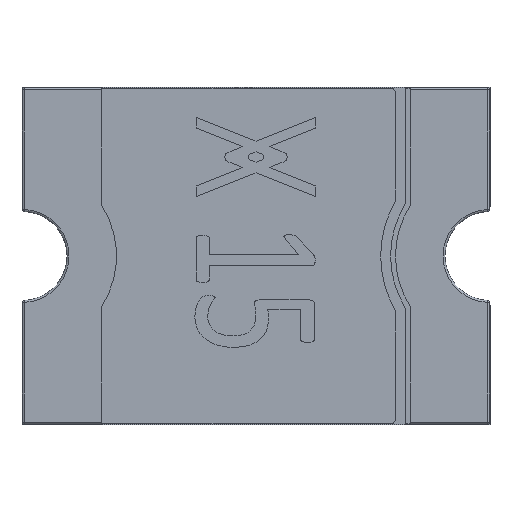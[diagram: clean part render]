
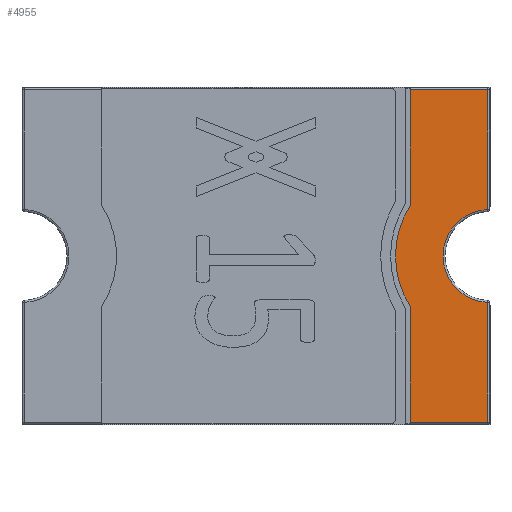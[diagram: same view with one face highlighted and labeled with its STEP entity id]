
A CAD part, top view. The second image highlights one B-rep face of the part: STEP entity #4955.
In plain terms, the highlighted planar face has unit normal (0, 0, 1).
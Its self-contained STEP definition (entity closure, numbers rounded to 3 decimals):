
#35 = FACE_OUTER_BOUND ( 'NONE', #5190, .T. ) ;
#143 = VECTOR ( 'NONE', #258, 1000. ) ;
#154 = VECTOR ( 'NONE', #3542, 1000. ) ;
#258 = DIRECTION ( 'NONE',  ( -1., 0., 0. ) ) ;
#295 = AXIS2_PLACEMENT_3D ( 'NONE', #1318, #3993, #3232 ) ;
#343 = VERTEX_POINT ( 'NONE', #796 ) ;
#400 = EDGE_CURVE ( 'NONE', #2073, #2498, #823, .T. ) ;
#736 = CIRCLE ( 'NONE', #295, 0.95 ) ;
#796 = CARTESIAN_POINT ( 'NONE',  ( 1.41, 0., 0.48 ) ) ;
#823 = LINE ( 'NONE', #2903, #1482 ) ;
#843 = DIRECTION ( 'NONE',  ( 0., -1., 0. ) ) ;
#892 = ORIENTED_EDGE ( 'NONE', *, *, #3936, .T. ) ;
#901 = ORIENTED_EDGE ( 'NONE', *, *, #400, .T. ) ;
#1171 = CARTESIAN_POINT ( 'NONE',  ( 2.34, 1.7, 0.48 ) ) ;
#1189 = VERTEX_POINT ( 'NONE', #4279 ) ;
#1195 = CARTESIAN_POINT ( 'NONE',  ( 1.56, 1.68, 0.48 ) ) ;
#1318 = CARTESIAN_POINT ( 'NONE',  ( 2.36, 0., 0.48 ) ) ;
#1444 = VECTOR ( 'NONE', #4605, 1000. ) ;
#1462 = ORIENTED_EDGE ( 'NONE', *, *, #4367, .T. ) ;
#1482 = VECTOR ( 'NONE', #2857, 1000. ) ;
#1571 = CARTESIAN_POINT ( 'NONE',  ( 2.36, 0., 0.48 ) ) ;
#1601 = CARTESIAN_POINT ( 'NONE',  ( 1.56, 1.7, 0.48 ) ) ;
#1680 = CARTESIAN_POINT ( 'NONE',  ( 2.34, 1.68, 0.48 ) ) ;
#1705 = LINE ( 'NONE', #1171, #3778 ) ;
#1738 = LINE ( 'NONE', #3358, #1444 ) ;
#1817 = CARTESIAN_POINT ( 'NONE',  ( 1.56, 0.512, 0.48 ) ) ;
#1853 = DIRECTION ( 'NONE',  ( 1., 0., 0. ) ) ;
#1894 = CARTESIAN_POINT ( 'NONE',  ( 2.34, -0.45, 0.48 ) ) ;
#1932 = ORIENTED_EDGE ( 'NONE', *, *, #2799, .T. ) ;
#1966 = DIRECTION ( 'NONE',  ( 0., 0., 1. ) ) ;
#1980 = VERTEX_POINT ( 'NONE', #2008 ) ;
#2008 = CARTESIAN_POINT ( 'NONE',  ( 2.34, 0.47, 0.48 ) ) ;
#2073 = VERTEX_POINT ( 'NONE', #2163 ) ;
#2163 = CARTESIAN_POINT ( 'NONE',  ( 1.56, -0.512, 0.48 ) ) ;
#2233 = EDGE_CURVE ( 'NONE', #1980, #3258, #1705, .T. ) ;
#2238 = EDGE_CURVE ( 'NONE', #343, #2073, #736, .T. ) ;
#2292 = VERTEX_POINT ( 'NONE', #1817 ) ;
#2398 = ORIENTED_EDGE ( 'NONE', *, *, #3767, .T. ) ;
#2474 = AXIS2_PLACEMENT_3D ( 'NONE', #1571, #3181, #2825 ) ;
#2491 = CARTESIAN_POINT ( 'NONE',  ( 2.34, -1.68, 0.48 ) ) ;
#2498 = VERTEX_POINT ( 'NONE', #4652 ) ;
#2553 = AXIS2_PLACEMENT_3D ( 'NONE', #3142, #1966, #1853 ) ;
#2789 = DIRECTION ( 'NONE',  ( 0., 1., 0. ) ) ;
#2799 = EDGE_CURVE ( 'NONE', #3689, #2292, #3729, .T. ) ;
#2825 = DIRECTION ( 'NONE',  ( 1., 0., 0. ) ) ;
#2838 = DIRECTION ( 'NONE',  ( 1., 0., 0. ) ) ;
#2857 = DIRECTION ( 'NONE',  ( 0., -1., 0. ) ) ;
#2903 = CARTESIAN_POINT ( 'NONE',  ( 1.56, -0.512, 0.48 ) ) ;
#3136 = CIRCLE ( 'NONE', #2474, 0.47 ) ;
#3142 = CARTESIAN_POINT ( 'NONE',  ( 2.36, 0., 0.48 ) ) ;
#3174 = VERTEX_POINT ( 'NONE', #2491 ) ;
#3181 = DIRECTION ( 'NONE',  ( 0., 0., -1. ) ) ;
#3203 = VECTOR ( 'NONE', #843, 1000. ) ;
#3215 = CARTESIAN_POINT ( 'NONE',  ( 1.56, 1.68, 0.48 ) ) ;
#3224 = CARTESIAN_POINT ( 'NONE',  ( 2.36, 0., 0.48 ) ) ;
#3232 = DIRECTION ( 'NONE',  ( 1., 0., 0. ) ) ;
#3258 = VERTEX_POINT ( 'NONE', #1680 ) ;
#3299 = PLANE ( 'NONE',  #4901 ) ;
#3358 = CARTESIAN_POINT ( 'NONE',  ( 2.36, -1.68, 0.48 ) ) ;
#3542 = DIRECTION ( 'NONE',  ( 0., 1., 0. ) ) ;
#3689 = VERTEX_POINT ( 'NONE', #1195 ) ;
#3729 = LINE ( 'NONE', #1601, #3203 ) ;
#3767 = EDGE_CURVE ( 'NONE', #2498, #3174, #1738, .T. ) ;
#3778 = VECTOR ( 'NONE', #2789, 1000. ) ;
#3936 = EDGE_CURVE ( 'NONE', #3258, #3689, #5101, .T. ) ;
#3944 = LINE ( 'NONE', #1894, #154 ) ;
#3945 = ORIENTED_EDGE ( 'NONE', *, *, #2233, .T. ) ;
#3993 = DIRECTION ( 'NONE',  ( 0., 0., 1. ) ) ;
#4085 = ORIENTED_EDGE ( 'NONE', *, *, #4825, .T. ) ;
#4279 = CARTESIAN_POINT ( 'NONE',  ( 2.34, -0.47, 0.48 ) ) ;
#4367 = EDGE_CURVE ( 'NONE', #1189, #1980, #3136, .T. ) ;
#4518 = EDGE_CURVE ( 'NONE', #3174, #1189, #3944, .T. ) ;
#4605 = DIRECTION ( 'NONE',  ( 1., 0., 0. ) ) ;
#4652 = CARTESIAN_POINT ( 'NONE',  ( 1.56, -1.68, 0.48 ) ) ;
#4754 = ORIENTED_EDGE ( 'NONE', *, *, #4518, .T. ) ;
#4820 = CIRCLE ( 'NONE', #2553, 0.95 ) ;
#4823 = DIRECTION ( 'NONE',  ( 0., 0., 1. ) ) ;
#4825 = EDGE_CURVE ( 'NONE', #2292, #343, #4820, .T. ) ;
#4901 = AXIS2_PLACEMENT_3D ( 'NONE', #3224, #4823, #2838 ) ;
#4945 = ORIENTED_EDGE ( 'NONE', *, *, #2238, .T. ) ;
#4955 = ADVANCED_FACE ( 'NONE', ( #35 ), #3299, .T. ) ;
#5101 = LINE ( 'NONE', #3215, #143 ) ;
#5190 = EDGE_LOOP ( 'NONE', ( #3945, #892, #1932, #4085, #4945, #901, #2398, #4754, #1462 ) ) ;
